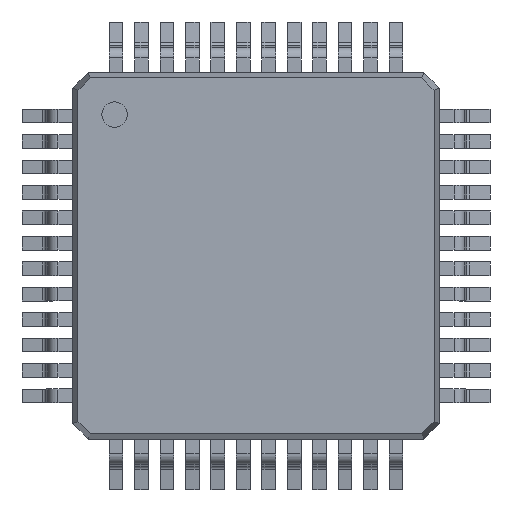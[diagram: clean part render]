
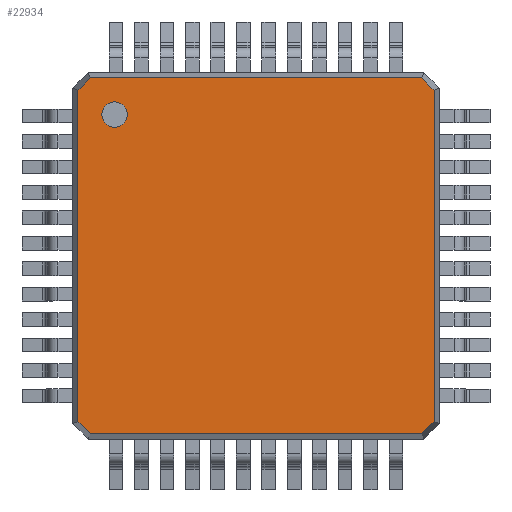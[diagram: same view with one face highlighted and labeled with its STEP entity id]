
A CAD part, top view. The second image highlights one B-rep face of the part: STEP entity #22934.
In plain terms, the highlighted planar face has unit normal (0, 0, 1).
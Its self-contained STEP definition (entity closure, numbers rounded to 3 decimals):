
#22399=CARTESIAN_POINT('',(-2.529,2.779,1.2));
#22400=VERTEX_POINT('',#22399);
#22409=CARTESIAN_POINT('',(-3.029,2.779,1.2));
#22410=VERTEX_POINT('',#22409);
#22411=CARTESIAN_POINT('',(-2.779,2.779,1.2));
#22412=DIRECTION('',(0.0,0.0,-1.0));
#22413=DIRECTION('',(1.0,0.0,0.0));
#22414=AXIS2_PLACEMENT_3D('',#22411,#22412,#22413);
#22415=CIRCLE('',#22414,0.25);
#22416=EDGE_CURVE('',#22410,#22400,#22415,.T.);
#22450=CARTESIAN_POINT('',(-2.779,2.779,1.2));
#22451=DIRECTION('',(0.0,0.0,-1.0));
#22452=DIRECTION('',(1.0,0.0,0.0));
#22453=AXIS2_PLACEMENT_3D('',#22450,#22451,#22452);
#22454=CIRCLE('',#22453,0.25);
#22455=EDGE_CURVE('',#22400,#22410,#22454,.T.);
#22842=CARTESIAN_POINT('',(-3.259,3.5,1.2));
#22843=VERTEX_POINT('',#22842);
#22851=CARTESIAN_POINT('',(-3.5,3.259,1.2));
#22852=VERTEX_POINT('',#22851);
#22859=CARTESIAN_POINT('',(-3.5,3.259,1.2));
#22860=DIRECTION('',(0.707,0.707,0.0));
#22861=VECTOR('',#22860,0.341);
#22862=LINE('',#22859,#22861);
#22863=EDGE_CURVE('',#22852,#22843,#22862,.T.);
#22868=CARTESIAN_POINT('',(0.,0.,1.2));
#22869=DIRECTION('',(0.0,0.0,1.0));
#22870=DIRECTION('',(1.0,0.0,0.0));
#22871=AXIS2_PLACEMENT_3D('',#22868,#22869,#22870);
#22872=PLANE('',#22871);
#22873=ORIENTED_EDGE('',*,*,#22863,.F.);
#22874=CARTESIAN_POINT('',(-3.5,-3.259,1.2));
#22875=VERTEX_POINT('',#22874);
#22876=CARTESIAN_POINT('',(-3.5,-3.259,1.2));
#22877=DIRECTION('',(0.0,1.0,0.0));
#22878=VECTOR('',#22877,6.517);
#22879=LINE('',#22876,#22878);
#22880=EDGE_CURVE('',#22875,#22852,#22879,.T.);
#22881=ORIENTED_EDGE('',*,*,#22880,.F.);
#22882=CARTESIAN_POINT('',(-3.259,-3.5,1.2));
#22883=VERTEX_POINT('',#22882);
#22884=CARTESIAN_POINT('',(-3.259,-3.5,1.2));
#22885=DIRECTION('',(-0.707,0.707,0.0));
#22886=VECTOR('',#22885,0.341);
#22887=LINE('',#22884,#22886);
#22888=EDGE_CURVE('',#22883,#22875,#22887,.T.);
#22889=ORIENTED_EDGE('',*,*,#22888,.F.);
#22890=CARTESIAN_POINT('',(3.259,-3.5,1.2));
#22891=VERTEX_POINT('',#22890);
#22892=CARTESIAN_POINT('',(3.259,-3.5,1.2));
#22893=DIRECTION('',(-1.0,0.0,0.0));
#22894=VECTOR('',#22893,6.517);
#22895=LINE('',#22892,#22894);
#22896=EDGE_CURVE('',#22891,#22883,#22895,.T.);
#22897=ORIENTED_EDGE('',*,*,#22896,.F.);
#22898=CARTESIAN_POINT('',(3.5,-3.259,1.2));
#22899=VERTEX_POINT('',#22898);
#22900=CARTESIAN_POINT('',(3.5,-3.259,1.2));
#22901=DIRECTION('',(-0.707,-0.707,0.0));
#22902=VECTOR('',#22901,0.341);
#22903=LINE('',#22900,#22902);
#22904=EDGE_CURVE('',#22899,#22891,#22903,.T.);
#22905=ORIENTED_EDGE('',*,*,#22904,.F.);
#22906=CARTESIAN_POINT('',(3.5,3.259,1.2));
#22907=VERTEX_POINT('',#22906);
#22908=CARTESIAN_POINT('',(3.5,3.259,1.2));
#22909=DIRECTION('',(0.0,-1.0,0.0));
#22910=VECTOR('',#22909,6.517);
#22911=LINE('',#22908,#22910);
#22912=EDGE_CURVE('',#22907,#22899,#22911,.T.);
#22913=ORIENTED_EDGE('',*,*,#22912,.F.);
#22914=CARTESIAN_POINT('',(3.259,3.5,1.2));
#22915=VERTEX_POINT('',#22914);
#22916=CARTESIAN_POINT('',(3.259,3.5,1.2));
#22917=DIRECTION('',(0.707,-0.707,0.0));
#22918=VECTOR('',#22917,0.341);
#22919=LINE('',#22916,#22918);
#22920=EDGE_CURVE('',#22915,#22907,#22919,.T.);
#22921=ORIENTED_EDGE('',*,*,#22920,.F.);
#22922=CARTESIAN_POINT('',(-3.259,3.5,1.2));
#22923=DIRECTION('',(1.0,0.0,0.0));
#22924=VECTOR('',#22923,6.517);
#22925=LINE('',#22922,#22924);
#22926=EDGE_CURVE('',#22843,#22915,#22925,.T.);
#22927=ORIENTED_EDGE('',*,*,#22926,.F.);
#22928=EDGE_LOOP('',(#22873,#22881,#22889,#22897,#22905,#22913,#22921,#22927));
#22929=FACE_OUTER_BOUND('',#22928,.T.);
#22930=ORIENTED_EDGE('',*,*,#22455,.T.);
#22931=ORIENTED_EDGE('',*,*,#22416,.T.);
#22932=EDGE_LOOP('',(#22930,#22931));
#22933=FACE_BOUND('',#22932,.T.);
#22934=ADVANCED_FACE('',(#22929,#22933),#22872,.T.);
